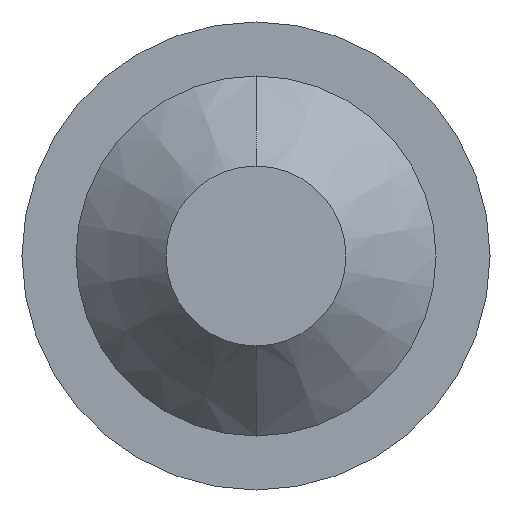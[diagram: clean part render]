
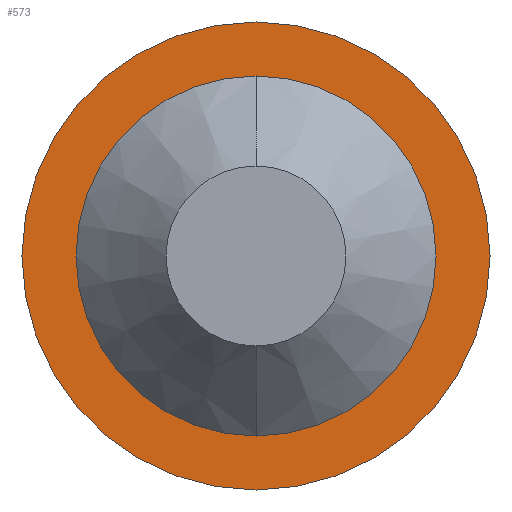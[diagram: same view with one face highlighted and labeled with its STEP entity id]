
A CAD part, front view. The second image highlights one B-rep face of the part: STEP entity #573.
In plain terms, the highlighted planar face has unit normal (0, -1, 0).
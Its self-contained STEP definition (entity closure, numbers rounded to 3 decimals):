
#23 = EDGE_CURVE ( 'NONE', #451, #429, #141, .T. ) ;
#35 = EDGE_CURVE ( 'NONE', #580, #202, #295, .T. ) ;
#36 = CARTESIAN_POINT ( 'NONE',  ( 0., 0., 0. ) ) ;
#37 = AXIS2_PLACEMENT_3D ( 'NONE', #483, #261, #569 ) ;
#39 = CIRCLE ( 'NONE', #66, 1. ) ;
#40 = FACE_OUTER_BOUND ( 'NONE', #216, .T. ) ;
#45 = DIRECTION ( 'NONE',  ( 0., 0., 1. ) ) ;
#61 = ORIENTED_EDGE ( 'NONE', *, *, #210, .T. ) ;
#66 = AXIS2_PLACEMENT_3D ( 'NONE', #489, #233, #541 ) ;
#123 = FACE_BOUND ( 'NONE', #319, .T. ) ;
#128 = DIRECTION ( 'NONE',  ( 0., 0., 1. ) ) ;
#141 = CIRCLE ( 'NONE', #545, 1.3 ) ;
#182 = EDGE_CURVE ( 'NONE', #429, #451, #199, .T. ) ;
#188 = ORIENTED_EDGE ( 'NONE', *, *, #35, .T. ) ;
#199 = CIRCLE ( 'NONE', #240, 1.3 ) ;
#202 = VERTEX_POINT ( 'NONE', #361 ) ;
#210 = EDGE_CURVE ( 'NONE', #202, #580, #39, .T. ) ;
#216 = EDGE_LOOP ( 'NONE', ( #382, #343 ) ) ;
#233 = DIRECTION ( 'NONE',  ( 0., 1., 0. ) ) ;
#240 = AXIS2_PLACEMENT_3D ( 'NONE', #326, #285, #45 ) ;
#261 = DIRECTION ( 'NONE',  ( 0., 1., 0. ) ) ;
#269 = CARTESIAN_POINT ( 'NONE',  ( 0., 0., 0. ) ) ;
#285 = DIRECTION ( 'NONE',  ( 0., 1., 0. ) ) ;
#295 = CIRCLE ( 'NONE', #37, 1. ) ;
#319 = EDGE_LOOP ( 'NONE', ( #188, #61 ) ) ;
#326 = CARTESIAN_POINT ( 'NONE',  ( 0., 0., 0. ) ) ;
#335 = CARTESIAN_POINT ( 'NONE',  ( 0., 0., -1.3 ) ) ;
#343 = ORIENTED_EDGE ( 'NONE', *, *, #182, .F. ) ;
#346 = DIRECTION ( 'NONE',  ( 0., 1., 0. ) ) ;
#361 = CARTESIAN_POINT ( 'NONE',  ( 0., 0., -1. ) ) ;
#382 = ORIENTED_EDGE ( 'NONE', *, *, #23, .F. ) ;
#391 = DIRECTION ( 'NONE',  ( 0., 1., 0. ) ) ;
#399 = PLANE ( 'NONE',  #406 ) ;
#406 = AXIS2_PLACEMENT_3D ( 'NONE', #36, #346, #576 ) ;
#429 = VERTEX_POINT ( 'NONE', #471 ) ;
#433 = CARTESIAN_POINT ( 'NONE',  ( 0., 0., 1. ) ) ;
#451 = VERTEX_POINT ( 'NONE', #335 ) ;
#471 = CARTESIAN_POINT ( 'NONE',  ( 0., 0., 1.3 ) ) ;
#483 = CARTESIAN_POINT ( 'NONE',  ( 0., 0., 0. ) ) ;
#489 = CARTESIAN_POINT ( 'NONE',  ( 0., 0., 0. ) ) ;
#541 = DIRECTION ( 'NONE',  ( 0., 0., 1. ) ) ;
#545 = AXIS2_PLACEMENT_3D ( 'NONE', #269, #391, #128 ) ;
#569 = DIRECTION ( 'NONE',  ( 0., 0., 1. ) ) ;
#573 = ADVANCED_FACE ( 'NONE', ( #123, #40 ), #399, .F. ) ;
#576 = DIRECTION ( 'NONE',  ( 0., 0., 1. ) ) ;
#580 = VERTEX_POINT ( 'NONE', #433 ) ;
